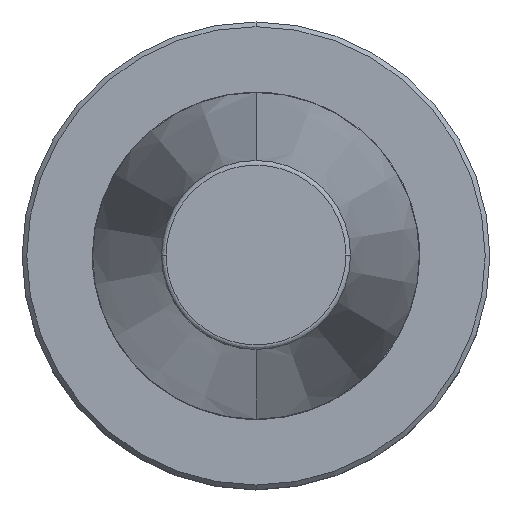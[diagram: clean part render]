
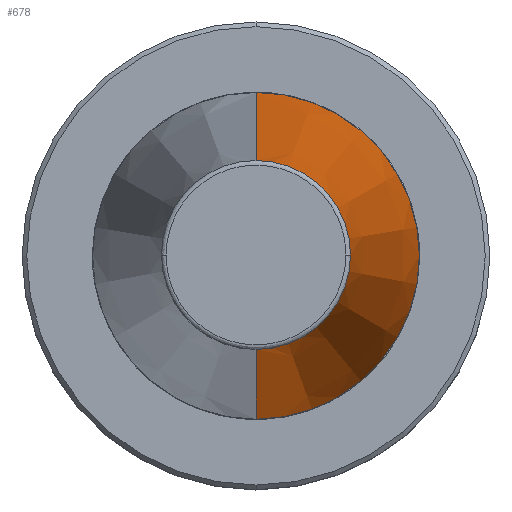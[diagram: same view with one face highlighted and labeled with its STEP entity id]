
A CAD part, top view. The second image highlights one B-rep face of the part: STEP entity #678.
In plain terms, the highlighted conical face has half-angle 8.297 degrees and reference radius 34.925 mm.
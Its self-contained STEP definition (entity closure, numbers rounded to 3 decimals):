
#13 = AXIS2_PLACEMENT_3D ( 'NONE', #2483, #2439, #2689 ) ;
#125 = AXIS2_PLACEMENT_3D ( 'NONE', #1702, #1700, #1696 ) ;
#129 = VERTEX_POINT ( 'NONE', #2452 ) ;
#142 = VERTEX_POINT ( 'NONE', #2231 ) ;
#329 = LINE ( 'NONE', #1295, #2643 ) ;
#363 = ORIENTED_EDGE ( 'NONE', *, *, #637, .T. ) ;
#365 = EDGE_CURVE ( 'NONE', #1888, #2498, #945, .T. ) ;
#477 = EDGE_CURVE ( 'NONE', #129, #1862, #1777, .T. ) ;
#494 = ORIENTED_EDGE ( 'NONE', *, *, #702, .T. ) ;
#622 = EDGE_CURVE ( 'NONE', #1888, #2652, #329, .T. ) ;
#637 = EDGE_CURVE ( 'NONE', #2498, #129, #2068, .T. ) ;
#640 = CIRCLE ( 'NONE', #2732, 34.925 ) ;
#678 = ADVANCED_FACE ( 'NONE', ( #1268 ), #1185, .T. ) ;
#702 = EDGE_CURVE ( 'NONE', #1862, #142, #640, .T. ) ;
#818 = ORIENTED_EDGE ( 'NONE', *, *, #622, .F. ) ;
#945 = CIRCLE ( 'NONE', #125, 20.204 ) ;
#1032 = ORIENTED_EDGE ( 'NONE', *, *, #477, .T. ) ;
#1148 = CARTESIAN_POINT ( 'NONE',  ( 20.204, 0., 100.944 ) ) ;
#1152 = DIRECTION ( 'NONE',  ( -1., 0., 0. ) ) ;
#1154 = DIRECTION ( 'NONE',  ( 0., 0., 1. ) ) ;
#1159 = CARTESIAN_POINT ( 'NONE',  ( 0., 0., 0. ) ) ;
#1185 = CONICAL_SURFACE ( 'NONE', #1506, 34.925, 0.145 ) ;
#1201 = DIRECTION ( 'NONE',  ( 0., 0., -1. ) ) ;
#1209 = CARTESIAN_POINT ( 'NONE',  ( 0., 0., 0. ) ) ;
#1228 = DIRECTION ( 'NONE',  ( -1., 0., 0. ) ) ;
#1231 = DIRECTION ( 'NONE',  ( 0., 0., -1. ) ) ;
#1233 = CARTESIAN_POINT ( 'NONE',  ( 0., 0., 100.944 ) ) ;
#1252 = DIRECTION ( 'NONE',  ( 0., 1., 0. ) ) ;
#1268 = FACE_OUTER_BOUND ( 'NONE', #1857, .T. ) ;
#1288 = DIRECTION ( 'NONE',  ( 0., 0.144, -0.99 ) ) ;
#1295 = CARTESIAN_POINT ( 'NONE',  ( 0., 34.925, 0. ) ) ;
#1408 = AXIS2_PLACEMENT_3D ( 'NONE', #1233, #1231, #1228 ) ;
#1450 = DIRECTION ( 'NONE',  ( 0., -0.144, -0.99 ) ) ;
#1457 = CARTESIAN_POINT ( 'NONE',  ( 0., -34.925, 0. ) ) ;
#1506 = AXIS2_PLACEMENT_3D ( 'NONE', #1209, #1201, #1252 ) ;
#1696 = DIRECTION ( 'NONE',  ( -1., 0., 0. ) ) ;
#1700 = DIRECTION ( 'NONE',  ( 0., 0., -1. ) ) ;
#1702 = CARTESIAN_POINT ( 'NONE',  ( 0., 0., 100.944 ) ) ;
#1777 = LINE ( 'NONE', #1457, #2564 ) ;
#1795 = CARTESIAN_POINT ( 'NONE',  ( 0., -34.925, 0. ) ) ;
#1857 = EDGE_LOOP ( 'NONE', ( #2121, #363, #1032, #494, #2277, #818 ) ) ;
#1862 = VERTEX_POINT ( 'NONE', #1795 ) ;
#1881 = CARTESIAN_POINT ( 'NONE',  ( 0., 34.925, 0. ) ) ;
#1888 = VERTEX_POINT ( 'NONE', #2056 ) ;
#1987 = EDGE_CURVE ( 'NONE', #142, #2652, #2544, .T. ) ;
#2056 = CARTESIAN_POINT ( 'NONE',  ( 0., 20.204, 100.944 ) ) ;
#2068 = CIRCLE ( 'NONE', #1408, 20.204 ) ;
#2121 = ORIENTED_EDGE ( 'NONE', *, *, #365, .T. ) ;
#2231 = CARTESIAN_POINT ( 'NONE',  ( 34.925, 0., 0. ) ) ;
#2277 = ORIENTED_EDGE ( 'NONE', *, *, #1987, .T. ) ;
#2439 = DIRECTION ( 'NONE',  ( 0., 0., 1. ) ) ;
#2452 = CARTESIAN_POINT ( 'NONE',  ( 0., -20.204, 100.944 ) ) ;
#2483 = CARTESIAN_POINT ( 'NONE',  ( 0., 0., 0. ) ) ;
#2498 = VERTEX_POINT ( 'NONE', #1148 ) ;
#2544 = CIRCLE ( 'NONE', #13, 34.925 ) ;
#2564 = VECTOR ( 'NONE', #1450, 1000. ) ;
#2643 = VECTOR ( 'NONE', #1288, 1000. ) ;
#2652 = VERTEX_POINT ( 'NONE', #1881 ) ;
#2689 = DIRECTION ( 'NONE',  ( -1., 0., 0. ) ) ;
#2732 = AXIS2_PLACEMENT_3D ( 'NONE', #1159, #1154, #1152 ) ;
